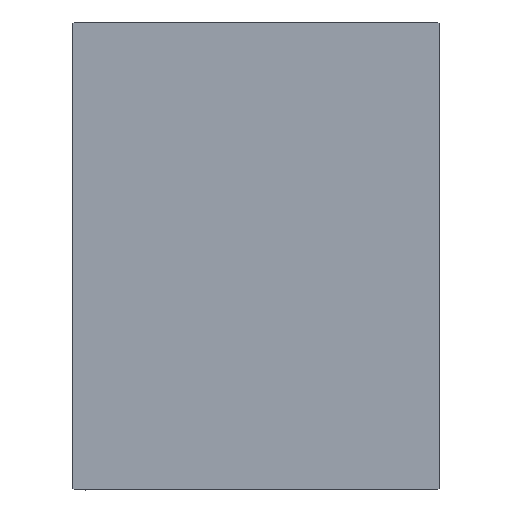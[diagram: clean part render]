
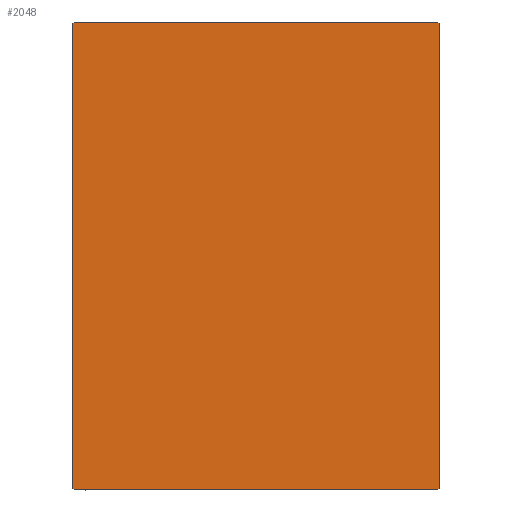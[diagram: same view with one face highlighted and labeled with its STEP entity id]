
A CAD part, left-side view. The second image highlights one B-rep face of the part: STEP entity #2048.
In plain terms, the highlighted face is planar.
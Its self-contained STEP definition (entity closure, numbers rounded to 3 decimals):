
#1644 = CARTESIAN_POINT ( 'NONE',  ( 138., 45., 57.2 ) ) ;
#1738 = DIRECTION ( 'NONE',  ( 0., 0., -1. ) ) ;
#1884 = ORIENTED_EDGE ( 'NONE', *, *, #12958, .T. ) ;
#2048 = ADVANCED_FACE ( 'NONE', ( #30545 ), #27635, .T. ) ;
#2682 = ORIENTED_EDGE ( 'NONE', *, *, #32113, .T. ) ;
#3615 = ORIENTED_EDGE ( 'NONE', *, *, #13300, .T. ) ;
#3934 = CARTESIAN_POINT ( 'NONE',  ( 138., -45., -57.5 ) ) ;
#4317 = CARTESIAN_POINT ( 'NONE',  ( 138., -44.7, -57.5 ) ) ;
#6189 = LINE ( 'NONE', #17042, #24060 ) ;
#6628 = EDGE_CURVE ( 'NONE', #26289, #39812, #39356, .T. ) ;
#6644 = DIRECTION ( 'NONE',  ( 0., -1., 0. ) ) ;
#9019 = DIRECTION ( 'NONE',  ( 0., -0.707, -0.707 ) ) ;
#9700 = CARTESIAN_POINT ( 'NONE',  ( 138., 0., 0. ) ) ;
#9890 = ORIENTED_EDGE ( 'NONE', *, *, #33150, .T. ) ;
#10177 = CARTESIAN_POINT ( 'NONE',  ( 138., 45., 57.5 ) ) ;
#10206 = DIRECTION ( 'NONE',  ( 0., 0.707, -0.707 ) ) ;
#10623 = DIRECTION ( 'NONE',  ( 1., 0., 0. ) ) ;
#10808 = DIRECTION ( 'NONE',  ( 0., 0.707, 0.707 ) ) ;
#12946 = CARTESIAN_POINT ( 'NONE',  ( 138., 44.7, -57.5 ) ) ;
#12958 = EDGE_CURVE ( 'NONE', #37891, #42784, #6189, .T. ) ;
#13300 = EDGE_CURVE ( 'NONE', #15232, #40532, #46700, .T. ) ;
#13886 = LINE ( 'NONE', #3934, #45152 ) ;
#14296 = CARTESIAN_POINT ( 'NONE',  ( 138., -45., 57.2 ) ) ;
#14374 = CARTESIAN_POINT ( 'NONE',  ( 138., 51.1, 51.1 ) ) ;
#15232 = VERTEX_POINT ( 'NONE', #1644 ) ;
#15969 = CARTESIAN_POINT ( 'NONE',  ( 138., 45., -57.5 ) ) ;
#16209 = CARTESIAN_POINT ( 'NONE',  ( 138., -44.7, 57.5 ) ) ;
#17042 = CARTESIAN_POINT ( 'NONE',  ( 138., -45., 57.5 ) ) ;
#20645 = VECTOR ( 'NONE', #30845, 1000. ) ;
#20947 = DIRECTION ( 'NONE',  ( 0., 1., 0. ) ) ;
#21196 = CARTESIAN_POINT ( 'NONE',  ( 138., -45., -57.2 ) ) ;
#22162 = VECTOR ( 'NONE', #10206, 1000. ) ;
#22374 = ORIENTED_EDGE ( 'NONE', *, *, #36759, .T. ) ;
#23220 = ORIENTED_EDGE ( 'NONE', *, *, #26488, .T. ) ;
#24060 = VECTOR ( 'NONE', #42297, 1000. ) ;
#24286 = VECTOR ( 'NONE', #9019, 1000. ) ;
#25340 = CARTESIAN_POINT ( 'NONE',  ( 138., 45., -57.2 ) ) ;
#26289 = VERTEX_POINT ( 'NONE', #12946 ) ;
#26488 = EDGE_CURVE ( 'NONE', #28668, #26289, #13886, .T. ) ;
#26812 = EDGE_CURVE ( 'NONE', #37775, #37891, #41111, .T. ) ;
#26821 = LINE ( 'NONE', #15969, #20645 ) ;
#27635 = PLANE ( 'NONE',  #40418 ) ;
#27735 = VECTOR ( 'NONE', #10808, 1000. ) ;
#28668 = VERTEX_POINT ( 'NONE', #4317 ) ;
#28751 = CARTESIAN_POINT ( 'NONE',  ( 138., 51.1, -51.1 ) ) ;
#28768 = DIRECTION ( 'NONE',  ( 0., -0.707, 0.707 ) ) ;
#30545 = FACE_OUTER_BOUND ( 'NONE', #39285, .T. ) ;
#30845 = DIRECTION ( 'NONE',  ( 0., 0., 1. ) ) ;
#32113 = EDGE_CURVE ( 'NONE', #40532, #37775, #42514, .T. ) ;
#33150 = EDGE_CURVE ( 'NONE', #42784, #28668, #39218, .T. ) ;
#36759 = EDGE_CURVE ( 'NONE', #39812, #15232, #26821, .T. ) ;
#37330 = CARTESIAN_POINT ( 'NONE',  ( 138., -51.1, 51.1 ) ) ;
#37775 = VERTEX_POINT ( 'NONE', #16209 ) ;
#37891 = VERTEX_POINT ( 'NONE', #14296 ) ;
#39128 = VECTOR ( 'NONE', #28768, 1000. ) ;
#39218 = LINE ( 'NONE', #46547, #22162 ) ;
#39285 = EDGE_LOOP ( 'NONE', ( #23220, #44463, #22374, #3615, #2682, #42728, #1884, #9890 ) ) ;
#39356 = LINE ( 'NONE', #28751, #27735 ) ;
#39812 = VERTEX_POINT ( 'NONE', #25340 ) ;
#40418 = AXIS2_PLACEMENT_3D ( 'NONE', #9700, #10623, #1738 ) ;
#40532 = VERTEX_POINT ( 'NONE', #43282 ) ;
#41111 = LINE ( 'NONE', #37330, #24286 ) ;
#41797 = VECTOR ( 'NONE', #6644, 1000. ) ;
#42297 = DIRECTION ( 'NONE',  ( 0., 0., -1. ) ) ;
#42514 = LINE ( 'NONE', #10177, #41797 ) ;
#42728 = ORIENTED_EDGE ( 'NONE', *, *, #26812, .T. ) ;
#42784 = VERTEX_POINT ( 'NONE', #21196 ) ;
#43282 = CARTESIAN_POINT ( 'NONE',  ( 138., 44.7, 57.5 ) ) ;
#44463 = ORIENTED_EDGE ( 'NONE', *, *, #6628, .T. ) ;
#45152 = VECTOR ( 'NONE', #20947, 1000. ) ;
#46547 = CARTESIAN_POINT ( 'NONE',  ( 138., -51.1, -51.1 ) ) ;
#46700 = LINE ( 'NONE', #14374, #39128 ) ;
